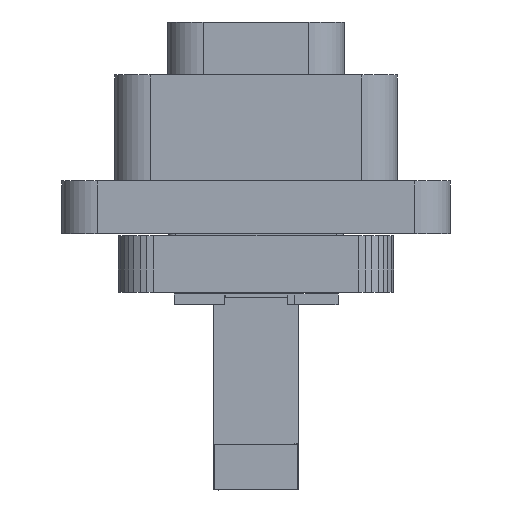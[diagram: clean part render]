
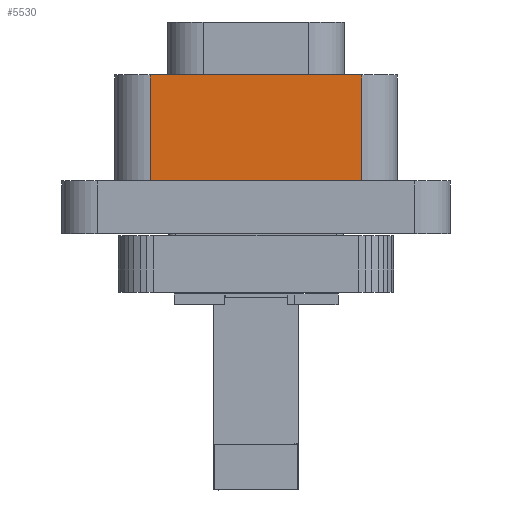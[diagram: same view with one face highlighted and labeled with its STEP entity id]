
A CAD part, left-side view. The second image highlights one B-rep face of the part: STEP entity #5530.
In plain terms, the highlighted planar face has unit normal (-1, 0, 0).
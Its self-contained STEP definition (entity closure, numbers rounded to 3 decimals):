
#155 = PLANE('',#156);
#156 = AXIS2_PLACEMENT_3D('',#157,#158,#159);
#157 = CARTESIAN_POINT('',(0.,0.,4.5));
#158 = DIRECTION('',(0.,0.,1.));
#159 = DIRECTION('',(1.,0.,-0.));
#4188 = VERTEX_POINT('',#4189);
#4189 = CARTESIAN_POINT('',(-13.8,3.,4.5));
#4199 = CYLINDRICAL_SURFACE('',#4200,1.);
#4200 = AXIS2_PLACEMENT_3D('',#4201,#4202,#4203);
#4201 = CARTESIAN_POINT('',(-12.8,3.,0.));
#4202 = DIRECTION('',(0.,0.,1.));
#4203 = DIRECTION('',(-0.707,0.707,0.));
#4251 = VERTEX_POINT('',#4252);
#4252 = CARTESIAN_POINT('',(-13.8,3.,1.5));
#4267 = PLANE('',#4268);
#4268 = AXIS2_PLACEMENT_3D('',#4269,#4270,#4271);
#4269 = CARTESIAN_POINT('',(0.,0.,1.5));
#4270 = DIRECTION('',(0.,0.,1.));
#4271 = DIRECTION('',(1.,0.,-0.));
#4283 = EDGE_CURVE('',#4251,#4188,#4284,.T.);
#4284 = SURFACE_CURVE('',#4285,(#4289,#4296),.PCURVE_S1.);
#4285 = LINE('',#4286,#4287);
#4286 = CARTESIAN_POINT('',(-13.8,3.,0.));
#4287 = VECTOR('',#4288,1.);
#4288 = DIRECTION('',(0.,0.,1.));
#4289 = PCURVE('',#4199,#4290);
#4290 = DEFINITIONAL_REPRESENTATION('',(#4291),#4295);
#4291 = LINE('',#4292,#4293);
#4292 = CARTESIAN_POINT('',(7.069,0.));
#4293 = VECTOR('',#4294,1.);
#4294 = DIRECTION('',(0.,1.));
#4295 = ( GEOMETRIC_REPRESENTATION_CONTEXT(2) 
PARAMETRIC_REPRESENTATION_CONTEXT() REPRESENTATION_CONTEXT('2D SPACE',''
  ) );
#4296 = PCURVE('',#4297,#4302);
#4297 = PLANE('',#4298);
#4298 = AXIS2_PLACEMENT_3D('',#4299,#4300,#4301);
#4299 = CARTESIAN_POINT('',(-13.8,4.,0.));
#4300 = DIRECTION('',(-1.,0.,0.));
#4301 = DIRECTION('',(0.,-1.,0.));
#4302 = DEFINITIONAL_REPRESENTATION('',(#4303),#4307);
#4303 = LINE('',#4304,#4305);
#4304 = CARTESIAN_POINT('',(1.,0.));
#4305 = VECTOR('',#4306,1.);
#4306 = DIRECTION('',(0.,1.));
#4307 = ( GEOMETRIC_REPRESENTATION_CONTEXT(2) 
PARAMETRIC_REPRESENTATION_CONTEXT() REPRESENTATION_CONTEXT('2D SPACE',''
  ) );
#4389 = EDGE_CURVE('',#4188,#4390,#4392,.T.);
#4390 = VERTEX_POINT('',#4391);
#4391 = CARTESIAN_POINT('',(-13.8,-3.,4.5));
#4392 = SURFACE_CURVE('',#4393,(#4397,#4404),.PCURVE_S1.);
#4393 = LINE('',#4394,#4395);
#4394 = CARTESIAN_POINT('',(-13.8,4.,4.5));
#4395 = VECTOR('',#4396,1.);
#4396 = DIRECTION('',(0.,-1.,0.));
#4397 = PCURVE('',#155,#4398);
#4398 = DEFINITIONAL_REPRESENTATION('',(#4399),#4403);
#4399 = LINE('',#4400,#4401);
#4400 = CARTESIAN_POINT('',(-13.8,4.));
#4401 = VECTOR('',#4402,1.);
#4402 = DIRECTION('',(0.,-1.));
#4403 = ( GEOMETRIC_REPRESENTATION_CONTEXT(2) 
PARAMETRIC_REPRESENTATION_CONTEXT() REPRESENTATION_CONTEXT('2D SPACE',''
  ) );
#4404 = PCURVE('',#4297,#4405);
#4405 = DEFINITIONAL_REPRESENTATION('',(#4406),#4410);
#4406 = LINE('',#4407,#4408);
#4407 = CARTESIAN_POINT('',(0.,4.5));
#4408 = VECTOR('',#4409,1.);
#4409 = DIRECTION('',(1.,0.));
#4410 = ( GEOMETRIC_REPRESENTATION_CONTEXT(2) 
PARAMETRIC_REPRESENTATION_CONTEXT() REPRESENTATION_CONTEXT('2D SPACE',''
  ) );
#4433 = CYLINDRICAL_SURFACE('',#4434,1.);
#4434 = AXIS2_PLACEMENT_3D('',#4435,#4436,#4437);
#4435 = CARTESIAN_POINT('',(-12.8,-3.,0.));
#4436 = DIRECTION('',(0.,0.,1.));
#4437 = DIRECTION('',(-0.707,-0.707,0.));
#4969 = VERTEX_POINT('',#4970);
#4970 = CARTESIAN_POINT('',(-13.8,-3.,1.5));
#4996 = EDGE_CURVE('',#4969,#4251,#4997,.T.);
#4997 = SURFACE_CURVE('',#4998,(#5002,#5009),.PCURVE_S1.);
#4998 = LINE('',#4999,#5000);
#4999 = CARTESIAN_POINT('',(-13.8,4.,1.5));
#5000 = VECTOR('',#5001,1.);
#5001 = DIRECTION('',(0.,1.,0.));
#5002 = PCURVE('',#4267,#5003);
#5003 = DEFINITIONAL_REPRESENTATION('',(#5004),#5008);
#5004 = LINE('',#5005,#5006);
#5005 = CARTESIAN_POINT('',(-13.8,4.));
#5006 = VECTOR('',#5007,1.);
#5007 = DIRECTION('',(0.,1.));
#5008 = ( GEOMETRIC_REPRESENTATION_CONTEXT(2) 
PARAMETRIC_REPRESENTATION_CONTEXT() REPRESENTATION_CONTEXT('2D SPACE',''
  ) );
#5009 = PCURVE('',#4297,#5010);
#5010 = DEFINITIONAL_REPRESENTATION('',(#5011),#5015);
#5011 = LINE('',#5012,#5013);
#5012 = CARTESIAN_POINT('',(0.,1.5));
#5013 = VECTOR('',#5014,1.);
#5014 = DIRECTION('',(-1.,0.));
#5015 = ( GEOMETRIC_REPRESENTATION_CONTEXT(2) 
PARAMETRIC_REPRESENTATION_CONTEXT() REPRESENTATION_CONTEXT('2D SPACE',''
  ) );
#5098 = EDGE_CURVE('',#4390,#4969,#5099,.T.);
#5099 = SURFACE_CURVE('',#5100,(#5104,#5111),.PCURVE_S1.);
#5100 = LINE('',#5101,#5102);
#5101 = CARTESIAN_POINT('',(-13.8,-3.,0.));
#5102 = VECTOR('',#5103,1.);
#5103 = DIRECTION('',(0.,0.,-1.));
#5104 = PCURVE('',#4433,#5105);
#5105 = DEFINITIONAL_REPRESENTATION('',(#5106),#5110);
#5106 = LINE('',#5107,#5108);
#5107 = CARTESIAN_POINT('',(-0.785,0.));
#5108 = VECTOR('',#5109,1.);
#5109 = DIRECTION('',(0.,-1.));
#5110 = ( GEOMETRIC_REPRESENTATION_CONTEXT(2) 
PARAMETRIC_REPRESENTATION_CONTEXT() REPRESENTATION_CONTEXT('2D SPACE',''
  ) );
#5111 = PCURVE('',#4297,#5112);
#5112 = DEFINITIONAL_REPRESENTATION('',(#5113),#5117);
#5113 = LINE('',#5114,#5115);
#5114 = CARTESIAN_POINT('',(7.,0.));
#5115 = VECTOR('',#5116,1.);
#5116 = DIRECTION('',(0.,-1.));
#5117 = ( GEOMETRIC_REPRESENTATION_CONTEXT(2) 
PARAMETRIC_REPRESENTATION_CONTEXT() REPRESENTATION_CONTEXT('2D SPACE',''
  ) );
#5530 = ADVANCED_FACE('',(#5531),#4297,.T.);
#5531 = FACE_BOUND('',#5532,.T.);
#5532 = EDGE_LOOP('',(#5533,#5534,#5535,#5536));
#5533 = ORIENTED_EDGE('',*,*,#4283,.F.);
#5534 = ORIENTED_EDGE('',*,*,#4996,.F.);
#5535 = ORIENTED_EDGE('',*,*,#5098,.F.);
#5536 = ORIENTED_EDGE('',*,*,#4389,.F.);
